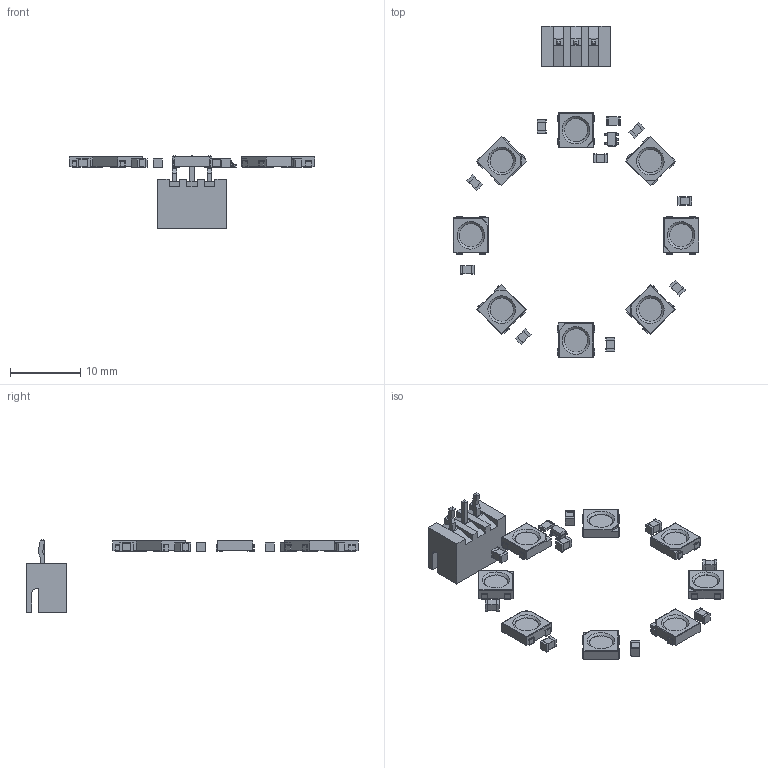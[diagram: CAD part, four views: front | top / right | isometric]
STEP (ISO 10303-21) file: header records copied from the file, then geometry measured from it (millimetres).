
FILE_DESCRIPTION(('KiCad electronic assembly'),'2;1');
FILE_NAME('ringLight.step','2024-06-04T14:59:27',('Pcbnew'),('Kicad'), 'Open CASCADE STEP processor 7.5','KiCad to STEP converter','Unknown' );
FILE_SCHEMA(('AUTOMOTIVE_DESIGN { 1 0 10303 214 1 1 1 1 }'));
Length unit declared in the file: millimetre
Products named in the file (12): ringLight 1; LED_WS2812B_PLCC4_5.0x5.0mm_P3.2mm; SOLID; C_0805_2012Metric; R_0805_2012Metric; SOT-353_SC-70-5; JST_XH_B3B-XH-A_1x03_P2.50mm_Vertical; ringLight PCB
Assembly tree (26 placements, depth 3):
  ringLight 1
    LED_WS2812B_PLCC4_5.0x5.0mm_P3.2mm  x8
      SOLID
    C_0805_2012Metric  x9
      SOLID
    R_0805_2012Metric
      SOLID
    SOT-353_SC-70-5
      SOLID
    JST_XH_B3B-XH-A_1x03_P2.50mm_Vertical
      SOLID
    ringLight PCB
Bounding box: 35 x 47.38 x 10.4 mm (x, y, z)
Volume: 505.5 mm3; surface area: 1389.2 mm2
Topology: 20 solids, 20 shells, 1043 faces, 2885 edges, 1882 vertices
Faces by surface type: bspline 1043
Entity records: 22537 total; most frequent: CARTESIAN_POINT 8225, B_SPLINE_CURVE_WITH_KNOTS 2456, ORIENTED_EDGE 1804, PCURVE 1804, DEFINITIONAL_REPRESENTATION 1804, EDGE_CURVE 902, SURFACE_CURVE 900, VERTEX_POINT 574
